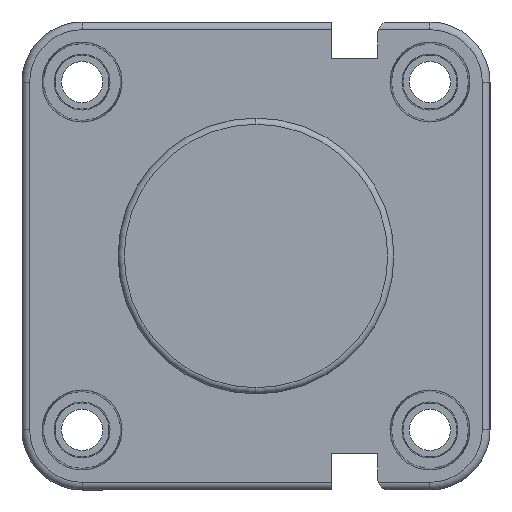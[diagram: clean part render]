
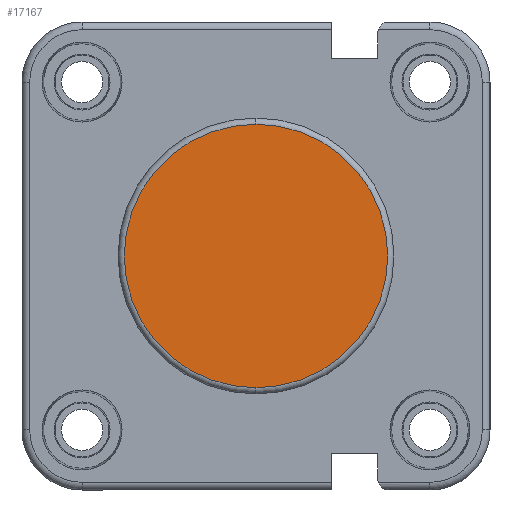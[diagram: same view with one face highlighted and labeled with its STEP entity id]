
A CAD part, left-side view. The second image highlights one B-rep face of the part: STEP entity #17167.
In plain terms, the highlighted planar face has unit normal (-1, 0, 0).
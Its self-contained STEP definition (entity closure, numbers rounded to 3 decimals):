
#2134 = EDGE_LOOP ( 'NONE', ( #9480, #16912 ) ) ;
#2985 = DIRECTION ( 'NONE',  ( 0., 0., 1. ) ) ;
#3464 = AXIS2_PLACEMENT_3D ( 'NONE', #6899, #10108, #10038 ) ;
#4499 = VERTEX_POINT ( 'NONE', #8626 ) ;
#4830 = EDGE_CURVE ( 'NONE', #4499, #5074, #15742, .T. ) ;
#5074 = VERTEX_POINT ( 'NONE', #5222 ) ;
#5222 = CARTESIAN_POINT ( 'NONE',  ( 0., 0., -21.4 ) ) ;
#5832 = CIRCLE ( 'NONE', #19630, 21.4 ) ;
#5984 = CARTESIAN_POINT ( 'NONE',  ( 0., 0., 0. ) ) ;
#6647 = AXIS2_PLACEMENT_3D ( 'NONE', #5984, #9009, #2985 ) ;
#6899 = CARTESIAN_POINT ( 'NONE',  ( 0., 0., 0. ) ) ;
#8626 = CARTESIAN_POINT ( 'NONE',  ( 0., 0., 21.4 ) ) ;
#8847 = FACE_OUTER_BOUND ( 'NONE', #2134, .T. ) ;
#9009 = DIRECTION ( 'NONE',  ( -1., 0., 0. ) ) ;
#9368 = EDGE_CURVE ( 'NONE', #5074, #4499, #5832, .T. ) ;
#9480 = ORIENTED_EDGE ( 'NONE', *, *, #4830, .T. ) ;
#10038 = DIRECTION ( 'NONE',  ( 0., 0., 1. ) ) ;
#10108 = DIRECTION ( 'NONE',  ( -1., 0., 0. ) ) ;
#15196 = DIRECTION ( 'NONE',  ( 0., 0., 1. ) ) ;
#15401 = DIRECTION ( 'NONE',  ( -1., 0., 0. ) ) ;
#15742 = CIRCLE ( 'NONE', #6647, 21.4 ) ;
#16039 = PLANE ( 'NONE',  #3464 ) ;
#16912 = ORIENTED_EDGE ( 'NONE', *, *, #9368, .T. ) ;
#17167 = ADVANCED_FACE ( 'NONE', ( #8847 ), #16039, .T. ) ;
#18342 = CARTESIAN_POINT ( 'NONE',  ( 0., 0., 0. ) ) ;
#19630 = AXIS2_PLACEMENT_3D ( 'NONE', #18342, #15401, #15196 ) ;
